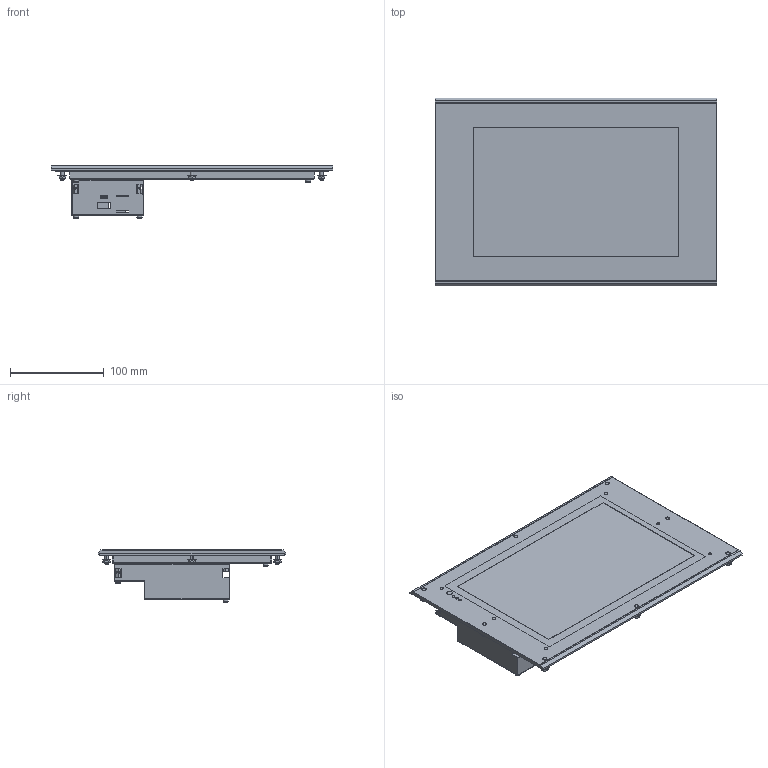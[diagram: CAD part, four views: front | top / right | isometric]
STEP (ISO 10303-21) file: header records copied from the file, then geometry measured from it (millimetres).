
FILE_DESCRIPTION(('STEP AP214'),'1');
FILE_NAME('BT_10_INCH_STEP_SIMPLE.stp','2017-09-07T06:02:22',(' '),(' '),'Spatial InterOp 3D',' ',' ');
FILE_SCHEMA(('AUTOMOTIVE_DESIGN { 1 0 10303 214 1 1 1 1 }'));
Length unit declared in the file: metre
Products named in the file (54): Fronteinheit 10 INCH; Front; Folie; Einpressgewindebolzen; Einpressgewindebolzen Geometry; KVT_FHL-M3-8_2_03; KVT_FHL-M3-8_2_032; KVT_FHL-M3-8_2_033; KVT_FHL-M3-8_2_034; KVT_FHL-M3-8_2_035; KVT_FHL-M3-8_2_036; KVT_FHL-M4-15_2_03; KVT_FHL-M4-15_2_032; KVT_FHL-M4-15_2_033; KVT_FHL-M4-15_2_034; KVT_FHL-M4-15_2_035; KVT_FHL-M4-15_2_036; KVT_FHL-M4-15_2_037; KVT_FHL-M4-15_2_038; Abstandsbolzen; Abstandsbolzen Innen Innen M3x10; Abstandsbolzen Innen Innen M3x102; Abstandsbolzen Innen Innen M3x103; Abstandsbolzen Innen Innen M3x104; Abstandsbolzen Innen Innen M3x105; Abstandsbolzen Innen Innen M3x106; Dichtung; BT_10_INCH_STEP_SIMPLE; Gehaeuse unten; Gehaeuse unten Geometry; Einpressmutterrn; KVT S-M3-1; KVT S-M3-12; KVT S-M3-13; Montagematerial; Abstandsbolzen Innen Außen M3x8; Abstandsbolzen Innen Außen M3x82; Abstandsbolzen Innen Außen M3x83; Abstandsbolzen Innen Außen M3x84; Torx-Iso7045M3X05 ...
Assembly tree (60 placements, depth 4):
  BT_10_INCH_STEP_SIMPLE
    Fronteinheit 10 INCH
      Front
      Folie
      Einpressgewindebolzen
        Einpressgewindebolzen Geometry
        KVT_FHL-M3-8_2_03
        KVT_FHL-M3-8_2_032
        KVT_FHL-M3-8_2_033
        KVT_FHL-M3-8_2_034
        KVT_FHL-M3-8_2_035
        KVT_FHL-M3-8_2_036
        KVT_FHL-M4-15_2_03
        KVT_FHL-M4-15_2_032
        KVT_FHL-M4-15_2_033
        KVT_FHL-M4-15_2_034
        KVT_FHL-M4-15_2_035
        KVT_FHL-M4-15_2_036
        KVT_FHL-M4-15_2_037
        KVT_FHL-M4-15_2_038
      Abstandsbolzen
        Abstandsbolzen Innen Innen M3x10
        Abstandsbolzen Innen Innen M3x102
        Abstandsbolzen Innen Innen M3x103
        Abstandsbolzen Innen Innen M3x104
        Abstandsbolzen Innen Innen M3x105
        Abstandsbolzen Innen Innen M3x106
      Dichtung
    Gehaeuse unten
      Gehaeuse unten Geometry
      Einpressmutterrn
        KVT S-M3-1
        KVT S-M3-12
        KVT S-M3-13
      Montagematerial
        Abstandsbolzen Innen Außen M3x8
        Abstandsbolzen Innen Außen M3x82
        Abstandsbolzen Innen Außen M3x83
        Abstandsbolzen Innen Außen M3x84
        Torx-Iso7045M3X05
        Torx-Iso7045M3X052
        Torx-Iso7045M3X053
        Torx-Iso7045M3X054
        Torx-Iso7045M3X055
    Gehaeuse oben
    Schrauben
      Torx-Iso7045M3X056
      Torx-Iso7045M3X057
      Torx-Iso7045M3X058
      Torx-Iso7045M3X059
    Montagematerial2
      Abstandsbolzen Innen Außen M3x85
      Abstandsbolzen Innen Außen M3x86
      626094  x8
Bounding box: 300 x 200 x 55.7 mm (x, y, z)
Volume: 229916.8 mm3; surface area: 355589.4 mm2
Topology: 52 solids, 52 shells, 2024 faces, 4894 edges, 2842 vertices
Faces by surface type: cylinder 738, plane 708, cone 500, torus 78
Entity records: 69001 total; most frequent: DIRECTION 9768, CARTESIAN_POINT 9519, ORIENTED_EDGE 8552, EDGE_CURVE 4276, AXIS2_PLACEMENT_3D 3705, VERTEX_POINT 2590, LINE 2358, VECTOR 2358
